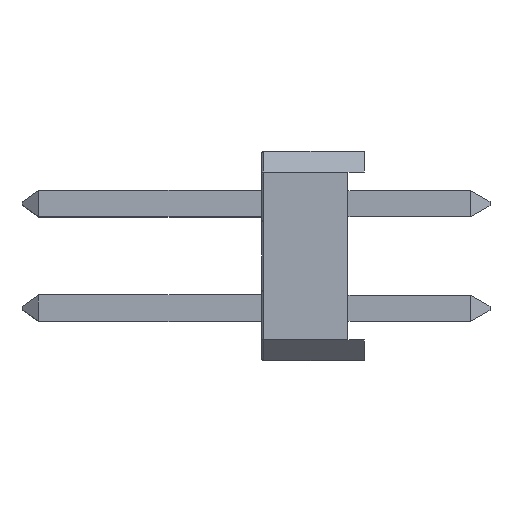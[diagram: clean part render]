
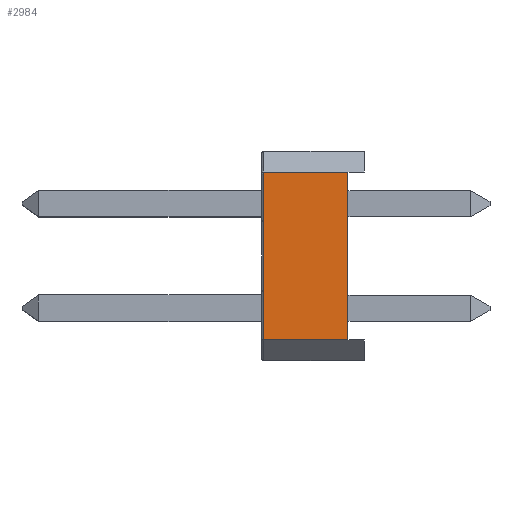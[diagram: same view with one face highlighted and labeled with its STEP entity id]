
A CAD part, left-side view. The second image highlights one B-rep face of the part: STEP entity #2984.
In plain terms, the highlighted free-form (B-spline) face has degree [1, 1] with [2, 2] control points.
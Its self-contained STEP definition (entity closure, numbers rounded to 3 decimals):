
#2984 = ADVANCED_FACE('',(#2985),#2999,.T.);
#2985 = FACE_BOUND('',#2986,.T.);
#2986 = EDGE_LOOP('',(#2987,#3009,#3024,#3039));
#2987 = ORIENTED_EDGE('',*,*,#2988,.T.);
#2988 = EDGE_CURVE('',#2989,#2991,#2993,.T.);
#2989 = VERTEX_POINT('',#2990);
#2990 = CARTESIAN_POINT('',(-1.27,0.,2.04));
#2991 = VERTEX_POINT('',#2992);
#2992 = CARTESIAN_POINT('',(-1.27,0.,-2.04));
#2993 = SURFACE_CURVE('',#2994,(#2998),.PCURVE_S1.);
#2994 = LINE('',#2995,#2996);
#2995 = CARTESIAN_POINT('',(-1.27,0.,2.04));
#2996 = VECTOR('',#2997,1.);
#2997 = DIRECTION('',(0.,0.,-1.));
#2998 = PCURVE('',#2999,#3004);
#2999 = B_SPLINE_SURFACE_WITH_KNOTS('',1,1,(
    (#3000,#3001)
    ,(#3002,#3003
    )),.UNSPECIFIED.,.F.,.F.,.F.,(2,2),(2,2),(0.,1.),(0.,1.),
  .PIECEWISE_BEZIER_KNOTS.);
#3000 = CARTESIAN_POINT('',(-1.27,0.,2.04));
#3001 = CARTESIAN_POINT('',(-1.27,2.05,2.04));
#3002 = CARTESIAN_POINT('',(-1.27,0.,-2.04));
#3003 = CARTESIAN_POINT('',(-1.27,2.05,-2.04));
#3004 = DEFINITIONAL_REPRESENTATION('',(#3005),#3008);
#3005 = B_SPLINE_CURVE_WITH_KNOTS('',1,(#3006,#3007),.UNSPECIFIED.,.F.,
  .F.,(2,2),(0.,4.08),.PIECEWISE_BEZIER_KNOTS.);
#3006 = CARTESIAN_POINT('',(0.,0.));
#3007 = CARTESIAN_POINT('',(1.,0.));
#3008 = ( GEOMETRIC_REPRESENTATION_CONTEXT(2) 
PARAMETRIC_REPRESENTATION_CONTEXT() REPRESENTATION_CONTEXT('2D SPACE',''
  ) );
#3009 = ORIENTED_EDGE('',*,*,#3010,.T.);
#3010 = EDGE_CURVE('',#2991,#3011,#3013,.T.);
#3011 = VERTEX_POINT('',#3012);
#3012 = CARTESIAN_POINT('',(-1.27,2.05,-2.04));
#3013 = SURFACE_CURVE('',#3014,(#3018),.PCURVE_S1.);
#3014 = LINE('',#3015,#3016);
#3015 = CARTESIAN_POINT('',(-1.27,0.,-2.04));
#3016 = VECTOR('',#3017,1.);
#3017 = DIRECTION('',(0.,1.,0.));
#3018 = PCURVE('',#2999,#3019);
#3019 = DEFINITIONAL_REPRESENTATION('',(#3020),#3023);
#3020 = B_SPLINE_CURVE_WITH_KNOTS('',1,(#3021,#3022),.UNSPECIFIED.,.F.,
  .F.,(2,2),(0.,2.05),.PIECEWISE_BEZIER_KNOTS.);
#3021 = CARTESIAN_POINT('',(1.,0.));
#3022 = CARTESIAN_POINT('',(1.,1.));
#3023 = ( GEOMETRIC_REPRESENTATION_CONTEXT(2) 
PARAMETRIC_REPRESENTATION_CONTEXT() REPRESENTATION_CONTEXT('2D SPACE',''
  ) );
#3024 = ORIENTED_EDGE('',*,*,#3025,.T.);
#3025 = EDGE_CURVE('',#3011,#3026,#3028,.T.);
#3026 = VERTEX_POINT('',#3027);
#3027 = CARTESIAN_POINT('',(-1.27,2.05,2.04));
#3028 = SURFACE_CURVE('',#3029,(#3033),.PCURVE_S1.);
#3029 = LINE('',#3030,#3031);
#3030 = CARTESIAN_POINT('',(-1.27,2.05,-2.04));
#3031 = VECTOR('',#3032,1.);
#3032 = DIRECTION('',(0.,0.,1.));
#3033 = PCURVE('',#2999,#3034);
#3034 = DEFINITIONAL_REPRESENTATION('',(#3035),#3038);
#3035 = B_SPLINE_CURVE_WITH_KNOTS('',1,(#3036,#3037),.UNSPECIFIED.,.F.,
  .F.,(2,2),(0.,4.08),.PIECEWISE_BEZIER_KNOTS.);
#3036 = CARTESIAN_POINT('',(1.,1.));
#3037 = CARTESIAN_POINT('',(0.,1.));
#3038 = ( GEOMETRIC_REPRESENTATION_CONTEXT(2) 
PARAMETRIC_REPRESENTATION_CONTEXT() REPRESENTATION_CONTEXT('2D SPACE',''
  ) );
#3039 = ORIENTED_EDGE('',*,*,#3040,.T.);
#3040 = EDGE_CURVE('',#3026,#2989,#3041,.T.);
#3041 = SURFACE_CURVE('',#3042,(#3046),.PCURVE_S1.);
#3042 = LINE('',#3043,#3044);
#3043 = CARTESIAN_POINT('',(-1.27,2.05,2.04));
#3044 = VECTOR('',#3045,1.);
#3045 = DIRECTION('',(0.,-1.,0.));
#3046 = PCURVE('',#2999,#3047);
#3047 = DEFINITIONAL_REPRESENTATION('',(#3048),#3051);
#3048 = B_SPLINE_CURVE_WITH_KNOTS('',1,(#3049,#3050),.UNSPECIFIED.,.F.,
  .F.,(2,2),(0.,2.05),.PIECEWISE_BEZIER_KNOTS.);
#3049 = CARTESIAN_POINT('',(0.,1.));
#3050 = CARTESIAN_POINT('',(0.,0.));
#3051 = ( GEOMETRIC_REPRESENTATION_CONTEXT(2) 
PARAMETRIC_REPRESENTATION_CONTEXT() REPRESENTATION_CONTEXT('2D SPACE',''
  ) );
